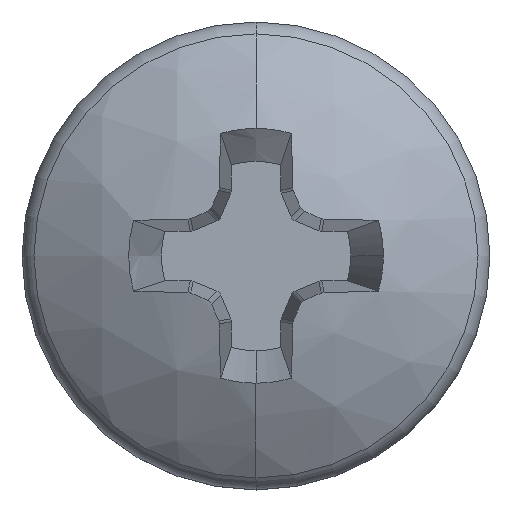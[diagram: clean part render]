
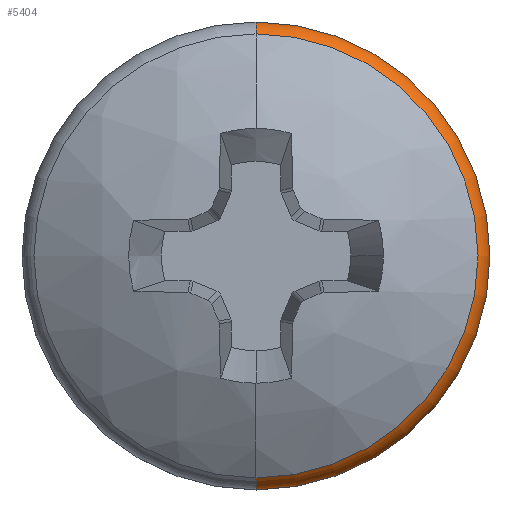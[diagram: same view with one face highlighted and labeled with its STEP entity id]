
A CAD part, top view. The second image highlights one B-rep face of the part: STEP entity #5404.
In plain terms, the highlighted toroidal (fillet/blend) face has major radius 2.416 mm and minor radius 0.366 mm.
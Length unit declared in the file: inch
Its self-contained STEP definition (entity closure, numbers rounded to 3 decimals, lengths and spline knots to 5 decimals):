
#131 = AXIS2_PLACEMENT_3D ( 'NONE', #3496, #8631, #7325 ) ;
#381 = DIRECTION ( 'NONE',  ( 0., 0., 1. ) ) ;
#949 = AXIS2_PLACEMENT_3D ( 'NONE', #5386, #990, #6133 ) ;
#990 = DIRECTION ( 'NONE',  ( 0., 0., 1. ) ) ;
#1131 = VERTEX_POINT ( 'NONE', #9446 ) ;
#1515 = EDGE_CURVE ( 'NONE', #1131, #6646, #7031, .T. ) ;
#1641 = CARTESIAN_POINT ( 'NONE',  ( 0., 0.0951, 0.78312 ) ) ;
#1681 = VERTEX_POINT ( 'NONE', #2313 ) ;
#1791 = EDGE_CURVE ( 'NONE', #6646, #8201, #2195, .T. ) ;
#1896 = DIRECTION ( 'NONE',  ( 0., 0., 1. ) ) ;
#2139 = AXIS2_PLACEMENT_3D ( 'NONE', #7035, #3354, #8485 ) ;
#2195 = CIRCLE ( 'NONE', #949, 0.10391 ) ;
#2313 = CARTESIAN_POINT ( 'NONE',  ( 0.1095, 0., 0.78312 ) ) ;
#2363 = DIRECTION ( 'NONE',  ( 0., 1., 0. ) ) ;
#2684 = AXIS2_PLACEMENT_3D ( 'NONE', #1641, #6777, #2363 ) ;
#2693 = CARTESIAN_POINT ( 'NONE',  ( 0., -0.10391, 0.79452 ) ) ;
#2726 = CARTESIAN_POINT ( 'NONE',  ( 0., 0.10391, 0.79452 ) ) ;
#3354 = DIRECTION ( 'NONE',  ( 0., 0., 1. ) ) ;
#3496 = CARTESIAN_POINT ( 'NONE',  ( 0., -0.0951, 0.78312 ) ) ;
#3707 = ORIENTED_EDGE ( 'NONE', *, *, #7024, .T. ) ;
#3862 = EDGE_CURVE ( 'NONE', #1681, #5604, #8829, .T. ) ;
#4814 = CARTESIAN_POINT ( 'NONE',  ( 0., 0., 0.78312 ) ) ;
#4842 = ORIENTED_EDGE ( 'NONE', *, *, #6748, .T. ) ;
#5100 = TOROIDAL_SURFACE ( 'NONE', #2139, 0.0951, 0.0144 ) ;
#5103 = AXIS2_PLACEMENT_3D ( 'NONE', #4814, #381, #5537 ) ;
#5298 = CIRCLE ( 'NONE', #6000, 0.1095 ) ;
#5386 = CARTESIAN_POINT ( 'NONE',  ( 0., 0., 0.79452 ) ) ;
#5404 = ADVANCED_FACE ( 'NONE', ( #8741 ), #5100, .T. ) ;
#5453 = ORIENTED_EDGE ( 'NONE', *, *, #1515, .F. ) ;
#5537 = DIRECTION ( 'NONE',  ( 0., -1., 0. ) ) ;
#5604 = VERTEX_POINT ( 'NONE', #8670 ) ;
#5631 = CIRCLE ( 'NONE', #2684, 0.0144 ) ;
#6000 = AXIS2_PLACEMENT_3D ( 'NONE', #6287, #1896, #7044 ) ;
#6133 = DIRECTION ( 'NONE',  ( 0., -1., 0. ) ) ;
#6287 = CARTESIAN_POINT ( 'NONE',  ( 0., 0., 0.78312 ) ) ;
#6646 = VERTEX_POINT ( 'NONE', #2693 ) ;
#6748 = EDGE_CURVE ( 'NONE', #1131, #1681, #5298, .T. ) ;
#6777 = DIRECTION ( 'NONE',  ( 1., 0., 0. ) ) ;
#7024 = EDGE_CURVE ( 'NONE', #5604, #8201, #5631, .T. ) ;
#7031 = CIRCLE ( 'NONE', #131, 0.0144 ) ;
#7035 = CARTESIAN_POINT ( 'NONE',  ( 0., 0., 0.78312 ) ) ;
#7044 = DIRECTION ( 'NONE',  ( 0., -1., 0. ) ) ;
#7088 = ORIENTED_EDGE ( 'NONE', *, *, #3862, .T. ) ;
#7325 = DIRECTION ( 'NONE',  ( 0., 0., 1. ) ) ;
#7517 = ORIENTED_EDGE ( 'NONE', *, *, #1791, .F. ) ;
#8201 = VERTEX_POINT ( 'NONE', #2726 ) ;
#8485 = DIRECTION ( 'NONE',  ( 0., -1., 0. ) ) ;
#8631 = DIRECTION ( 'NONE',  ( -1., 0., 0. ) ) ;
#8670 = CARTESIAN_POINT ( 'NONE',  ( 0., 0.1095, 0.78312 ) ) ;
#8741 = FACE_OUTER_BOUND ( 'NONE', #8853, .T. ) ;
#8829 = CIRCLE ( 'NONE', #5103, 0.1095 ) ;
#8853 = EDGE_LOOP ( 'NONE', ( #7088, #3707, #7517, #5453, #4842 ) ) ;
#9446 = CARTESIAN_POINT ( 'NONE',  ( 0., -0.1095, 0.78312 ) ) ;
